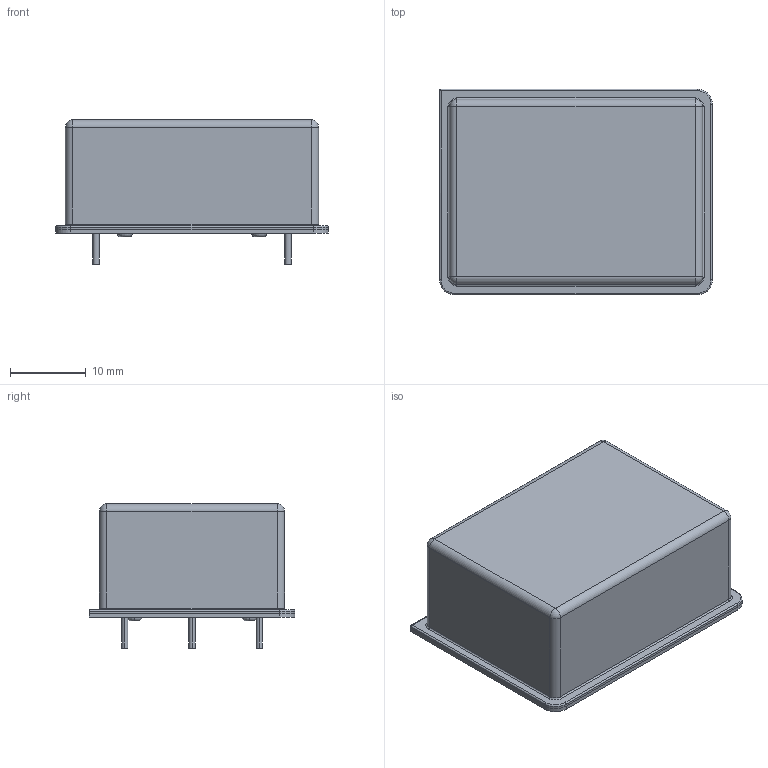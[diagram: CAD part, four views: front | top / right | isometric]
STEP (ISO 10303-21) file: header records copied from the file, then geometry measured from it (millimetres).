
FILE_DESCRIPTION((''),'2;1');
FILE_NAME('OSC_KVG_BF9-IS-S-15.stp','2014-12-02T13:09:56',(''),(''),'Mechanical Desktop 2011','Mechanical Desktop 2011',', , ');
FILE_SCHEMA(('AUTOMOTIVE_DESIGN { 1 2 10303 214 1 1 1 1 }'));
Length unit declared in the file: millimetre
Products named in the file (1): Product
Bounding box: 36.1 x 27.2 x 19.1 mm (x, y, z)
Volume: 12448.9 mm3; surface area: 5659.8 mm2
Topology: 11 solids, 11 shells, 86 faces, 166 edges, 99 vertices
Faces by surface type: plane 35, cylinder 32, bspline 12, sphere 4, torus 3
Entity records: 2981 total; most frequent: CARTESIAN_POINT 1164, DIRECTION 406, ORIENTED_EDGE 324, AXIS2_PLACEMENT_3D 169, EDGE_CURVE 162, VERTEX_POINT 99, CIRCLE 93, EDGE_LOOP 87
